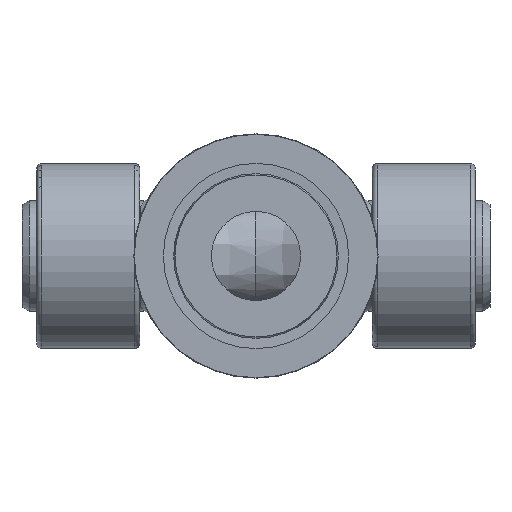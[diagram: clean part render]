
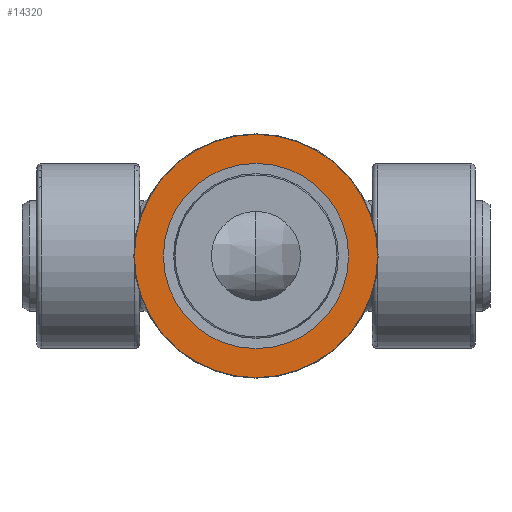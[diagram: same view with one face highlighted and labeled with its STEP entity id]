
A CAD part, front view. The second image highlights one B-rep face of the part: STEP entity #14320.
In plain terms, the highlighted face is planar.
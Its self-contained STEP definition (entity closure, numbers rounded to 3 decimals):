
#2867=PLANE('',#15361);
#3237=FACE_BOUND('',#4584,.T.);
#3692=FACE_OUTER_BOUND('',#4583,.T.);
#4583=EDGE_LOOP('',(#11551));
#4584=EDGE_LOOP('',(#11552));
#5270=CIRCLE('',#15359,47.3);
#5271=CIRCLE('',#15362,36.);
#6455=VERTEX_POINT('',#26453);
#6456=VERTEX_POINT('',#26457);
#8285=EDGE_CURVE('',#6455,#6455,#5270,.T.);
#8286=EDGE_CURVE('',#6456,#6456,#5271,.T.);
#11551=ORIENTED_EDGE('',*,*,#8285,.F.);
#11552=ORIENTED_EDGE('',*,*,#8286,.T.);
#14320=ADVANCED_FACE('',(#3692,#3237),#2867,.F.);
#15359=AXIS2_PLACEMENT_3D('',#26454,#17635,#17636);
#15361=AXIS2_PLACEMENT_3D('',#26456,#17639,#17640);
#15362=AXIS2_PLACEMENT_3D('',#26458,#17641,#17642);
#17635=DIRECTION('center_axis',(0.,0.,1.));
#17636=DIRECTION('ref_axis',(-1.,0.,0.));
#17639=DIRECTION('center_axis',(0.,0.,1.));
#17640=DIRECTION('ref_axis',(1.,0.,0.));
#17641=DIRECTION('center_axis',(0.,0.,1.));
#17642=DIRECTION('ref_axis',(0.,-1.,0.));
#26453=CARTESIAN_POINT('',(47.3,0.,0.));
#26454=CARTESIAN_POINT('Origin',(0.,0.,0.));
#26456=CARTESIAN_POINT('Origin',(0.,0.,0.));
#26457=CARTESIAN_POINT('',(0.,-36.,0.));
#26458=CARTESIAN_POINT('Origin',(0.,0.,0.));
